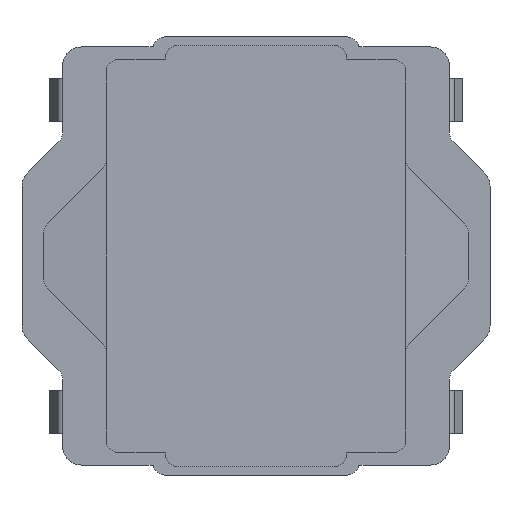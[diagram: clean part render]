
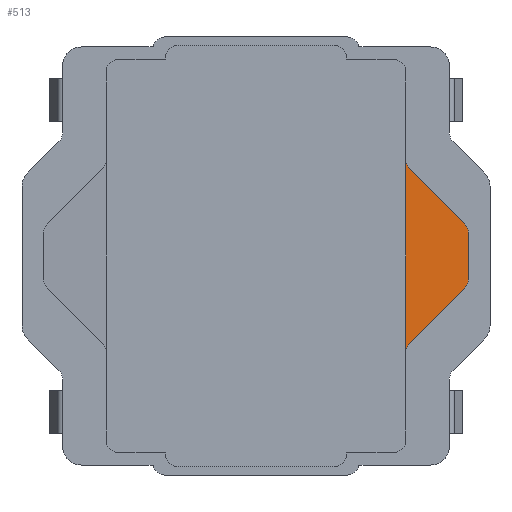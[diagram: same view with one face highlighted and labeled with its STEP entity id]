
A CAD part, front view. The second image highlights one B-rep face of the part: STEP entity #513.
In plain terms, the highlighted planar face has unit normal (0.06, -0.998, 0).
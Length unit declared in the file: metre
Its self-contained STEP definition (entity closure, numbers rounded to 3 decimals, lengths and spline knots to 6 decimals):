
#513 = ADVANCED_FACE( 'NONE', ( #1033 ), #1034, .F. );
#1033 = FACE_OUTER_BOUND( '', #1588, .T. );
#1034 = PLANE( '', #1589 );
#1588 = EDGE_LOOP( '', ( #3140, #3141, #3142, #3143, #3144, #3145, #3146, #3147 ) );
#1589 = AXIS2_PLACEMENT_3D( '', #3148, #3149, #3150 );
#3140 = ORIENTED_EDGE( '', *, *, #3722, .F. );
#3141 = ORIENTED_EDGE( '', *, *, #3452, .T. );
#3142 = ORIENTED_EDGE( '', *, *, #3785, .T. );
#3143 = ORIENTED_EDGE( '', *, *, #3501, .T. );
#3144 = ORIENTED_EDGE( '', *, *, #3845, .F. );
#3145 = ORIENTED_EDGE( '', *, *, #3776, .F. );
#3146 = ORIENTED_EDGE( '', *, *, #3780, .F. );
#3147 = ORIENTED_EDGE( '', *, *, #3679, .F. );
#3148 = CARTESIAN_POINT( '', ( 0.0034, 0.00006, -0.003513 ) );
#3149 = DIRECTION( '', ( -0.06, 0.998, 0. ) );
#3150 = DIRECTION( '', ( 0., 0., 1. ) );
#3452 = EDGE_CURVE( 'NONE', #4268, #4271, #4273, .T. );
#3501 = EDGE_CURVE( 'NONE', #4343, #4347, #4349, .T. );
#3679 = EDGE_CURVE( 'NONE', #4597, #4600, #4601, .T. );
#3722 = EDGE_CURVE( 'NONE', #4268, #4597, #4661, .T. );
#3776 = EDGE_CURVE( 'NONE', #4721, #4608, #4723, .T. );
#3780 = EDGE_CURVE( 'NONE', #4600, #4721, #4727, .T. );
#3785 = EDGE_CURVE( 'NONE', #4271, #4343, #4732, .T. );
#3845 = EDGE_CURVE( 'NONE', #4608, #4347, #4795, .T. );
#4268 = VERTEX_POINT( 'NONE', #5334 );
#4271 = VERTEX_POINT( 'NONE', #5337 );
#4273 = CIRCLE( '', #5340, 0.0002 );
#4343 = VERTEX_POINT( 'NONE', #5429 );
#4347 = VERTEX_POINT( 'NONE', #5434 );
#4349 = CIRCLE( '', #5437, 0.0002 );
#4597 = VERTEX_POINT( 'NONE', #5781 );
#4600 = VERTEX_POINT( 'NONE', #5784 );
#4601 = CIRCLE( '', #5785, 0.0002 );
#4608 = VERTEX_POINT( 'NONE', #5794 );
#4661 = LINE( '', #5868, #5869 );
#4721 = VERTEX_POINT( 'NONE', #5953 );
#4723 = CIRCLE( '', #5956, 0.0002 );
#4727 = LINE( '', #5960, #5961 );
#4732 = LINE( '', #5966, #5967 );
#4795 = LINE( '', #6048, #6049 );
#5334 = CARTESIAN_POINT( '', ( 0.0034, 0.00006, 0.000378 ) );
#5337 = CARTESIAN_POINT( '', ( 0.003341, 0.000056, 0.000519 ) );
#5340 = AXIS2_PLACEMENT_3D( '', #6435, #6436, #6437 );
#5429 = CARTESIAN_POINT( '', ( 0.002459, 0.000004, 0.001402 ) );
#5434 = CARTESIAN_POINT( '', ( 0.0024, 0., 0.001544 ) );
#5437 = AXIS2_PLACEMENT_3D( '', #6510, #6511, #6512 );
#5781 = CARTESIAN_POINT( '', ( 0.0034, 0.00006, -0.000378 ) );
#5784 = CARTESIAN_POINT( '', ( 0.003341, 0.000056, -0.000519 ) );
#5785 = AXIS2_PLACEMENT_3D( '', #6705, #6706, #6707 );
#5794 = CARTESIAN_POINT( '', ( 0.0024, 0., -0.001544 ) );
#5868 = CARTESIAN_POINT( '', ( 0.0034, 0.00006, -0.000378 ) );
#5869 = VECTOR( '', #6773, 1. );
#5953 = CARTESIAN_POINT( '', ( 0.002459, 0.000004, -0.001402 ) );
#5956 = AXIS2_PLACEMENT_3D( '', #6820, #6821, #6822 );
#5960 = CARTESIAN_POINT( '', ( 0.00246, 0.000004, -0.001401 ) );
#5961 = VECTOR( '', #6826, 1. );
#5966 = CARTESIAN_POINT( '', ( 0.00246, 0.000004, 0.001401 ) );
#5967 = VECTOR( '', #6830, 1. );
#6048 = CARTESIAN_POINT( '', ( 0.0024, 0., -0.003513 ) );
#6049 = VECTOR( '', #6867, 1. );
#6435 = CARTESIAN_POINT( '', ( 0.003201, 0.000048, 0.000378 ) );
#6436 = DIRECTION( '', ( 0.06, -0.998, 0. ) );
#6437 = DIRECTION( '', ( 0.998, 0.06, 0. ) );
#6510 = CARTESIAN_POINT( '', ( 0.002599, 0.000012, 0.001544 ) );
#6511 = DIRECTION( '', ( -0.06, 0.998, 0. ) );
#6512 = DIRECTION( '', ( -0.705, -0.042, -0.708 ) );
#6705 = CARTESIAN_POINT( '', ( 0.003201, 0.000048, -0.000378 ) );
#6706 = DIRECTION( '', ( -0.06, 0.998, 0. ) );
#6707 = DIRECTION( '', ( 0.998, 0.06, 0. ) );
#6773 = DIRECTION( '', ( 0., 0., -1. ) );
#6820 = CARTESIAN_POINT( '', ( 0.002599, 0.000012, -0.001544 ) );
#6821 = DIRECTION( '', ( 0.06, -0.998, 0. ) );
#6822 = DIRECTION( '', ( -0.705, -0.042, 0.708 ) );
#6826 = DIRECTION( '', ( -0.706, -0.042, -0.706 ) );
#6830 = DIRECTION( '', ( -0.706, -0.042, 0.706 ) );
#6867 = DIRECTION( '', ( 0., 0., 1. ) );
